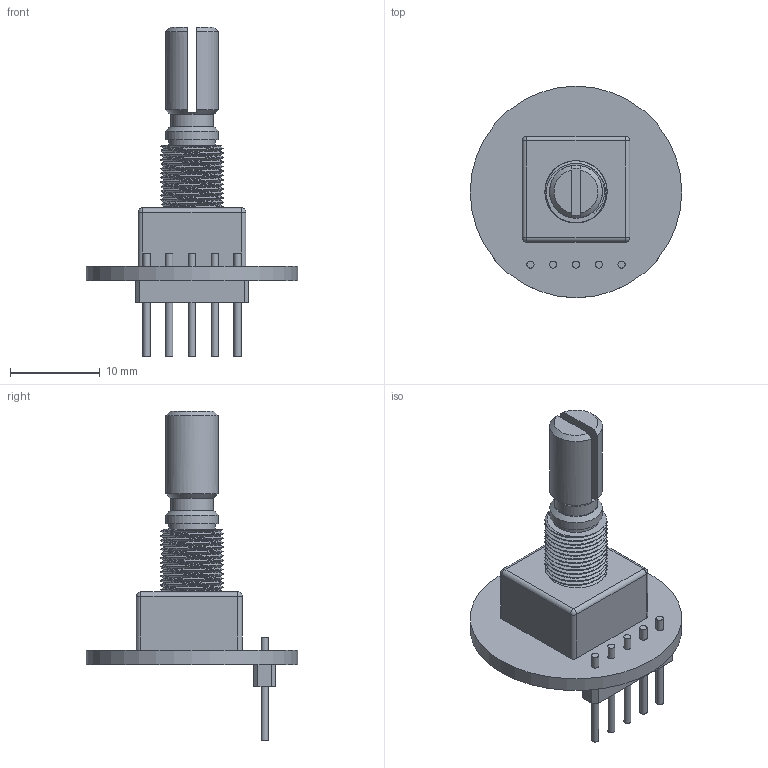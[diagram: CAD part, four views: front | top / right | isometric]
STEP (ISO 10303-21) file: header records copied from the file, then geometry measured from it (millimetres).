
FILE_DESCRIPTION(/* description */ (''),/* implementation_level */ '2;1');
FILE_NAME(/* name */ 'ec11 v2.step',/* time_stamp */ '2020-12-07T21:54:44+03:00',/* author */ (''),/* organization */ (''),/* preprocessor_version */ 'ST-DEVELOPER v18.1',/* originating_system */ 'Autodesk Translation Framework v9.3.0.1241',/* authorisation */ '');
FILE_SCHEMA (('AUTOMOTIVE_DESIGN { 1 0 10303 214 3 1 1 }'));
Length unit declared in the file: millimetre
Products named in the file (1): ec11
Bounding box: 23.6 x 23.6 x 36.75 mm (x, y, z)
Volume: 2237.2 mm3; surface area: 2142.5 mm2
Topology: 6 solids, 6 shells, 99 faces, 228 edges, 148 vertices
Faces by surface type: cylinder 54, plane 35, cone 4, sphere 4, bspline 2
Full cylindrical faces by diameter (mm): 0.8 x10, 4.72 x1, 5.22 x1, 5.9 x1, 6.351 x4, 6.927 x8, 23.6 x1
Entity records: 4764 total; most frequent: CARTESIAN_POINT 2519, ORIENTED_EDGE 456, DIRECTION 412, EDGE_CURVE 228, AXIS2_PLACEMENT_3D 158, VERTEX_POINT 148, EDGE_LOOP 116, FACE_OUTER_BOUND 99
